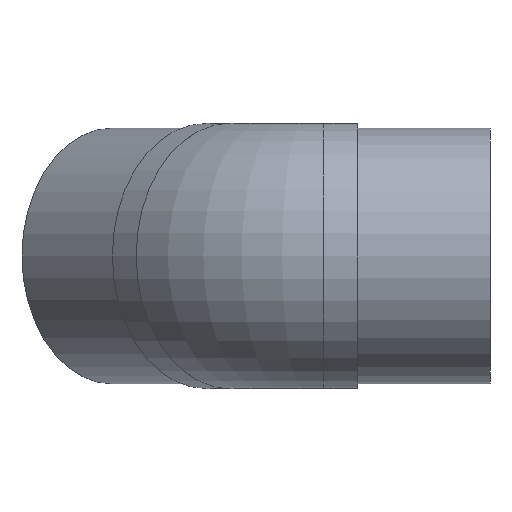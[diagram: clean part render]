
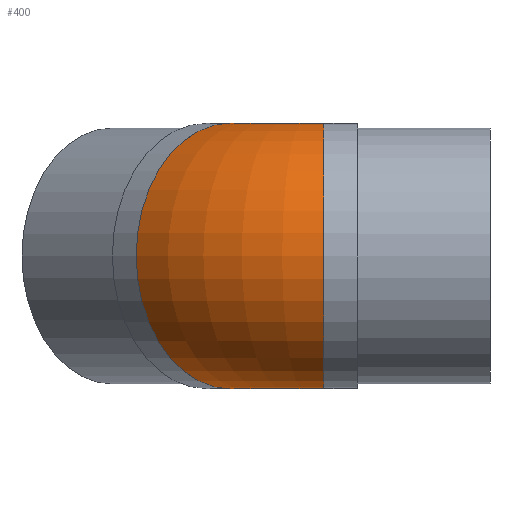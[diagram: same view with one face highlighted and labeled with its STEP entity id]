
A CAD part, left-side view. The second image highlights one B-rep face of the part: STEP entity #400.
In plain terms, the highlighted toroidal (fillet/blend) face has major radius 145.172 mm and minor radius 145.08 mm.
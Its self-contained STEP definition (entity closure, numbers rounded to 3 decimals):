
#349=CARTESIAN_POINT('',(145.08,-60.132,0.));
#350=VERTEX_POINT('',#349);
#351=CARTESIAN_POINT('',(-145.08,-60.132,0.));
#352=VERTEX_POINT('',#351);
#353=CARTESIAN_POINT('',(0.,-60.132,0.));
#354=DIRECTION('',(0.,1.,0.));
#355=DIRECTION('',(1.,0.,0.));
#356=AXIS2_PLACEMENT_3D('',#353,#354,#355);
#357=CIRCLE('',#356,145.08);
#358=EDGE_CURVE('',#350,#352,#357,.T.);
#360=EDGE_CURVE('',#352,#350,#357,.T.);
#370=CARTESIAN_POINT('',(145.107,-60.067,0.));
#371=VERTEX_POINT('',#370);
#372=CARTESIAN_POINT('',(-60.067,145.107,0.));
#373=VERTEX_POINT('',#372);
#374=CARTESIAN_POINT('',(42.52,42.52,0.));
#375=DIRECTION('',(-0.707,-0.707,0.));
#376=DIRECTION('',(0.707,-0.707,0.));
#377=AXIS2_PLACEMENT_3D('',#374,#375,#376);
#378=CIRCLE('',#377,145.08);
#379=EDGE_CURVE('',#371,#373,#378,.T.);
#380=ORIENTED_EDGE('',*,*,#379,.T.);
#381=CARTESIAN_POINT('',(145.172,-60.132,0.));
#382=DIRECTION('',(0.,0.,-1.));
#383=DIRECTION('',(-1.,0.,0.));
#384=AXIS2_PLACEMENT_3D('',#381,#382,#383);
#385=CIRCLE('',#384,290.252);
#386=EDGE_CURVE('',#352,#373,#385,.T.);
#387=ORIENTED_EDGE('',*,*,#386,.F.);
#388=ORIENTED_EDGE('',*,*,#360,.T.);
#389=ORIENTED_EDGE('',*,*,#358,.T.);
#390=ORIENTED_EDGE('',*,*,#386,.T.);
#391=EDGE_CURVE('',#373,#371,#378,.T.);
#392=ORIENTED_EDGE('',*,*,#391,.T.);
#393=EDGE_LOOP('',(#380,#387,#388,#389,#390,#392));
#394=FACE_OUTER_BOUND('',#393,.T.);
#395=CARTESIAN_POINT('',(145.172,-60.132,0.));
#396=DIRECTION('',(0.,0.,-1.));
#397=DIRECTION('',(-1.,0.,0.));
#398=AXIS2_PLACEMENT_3D('',#395,#396,#397);
#399=TOROIDAL_SURFACE('',#398,145.172,145.08);
#400=ADVANCED_FACE('',(#394),#399,.T.);
